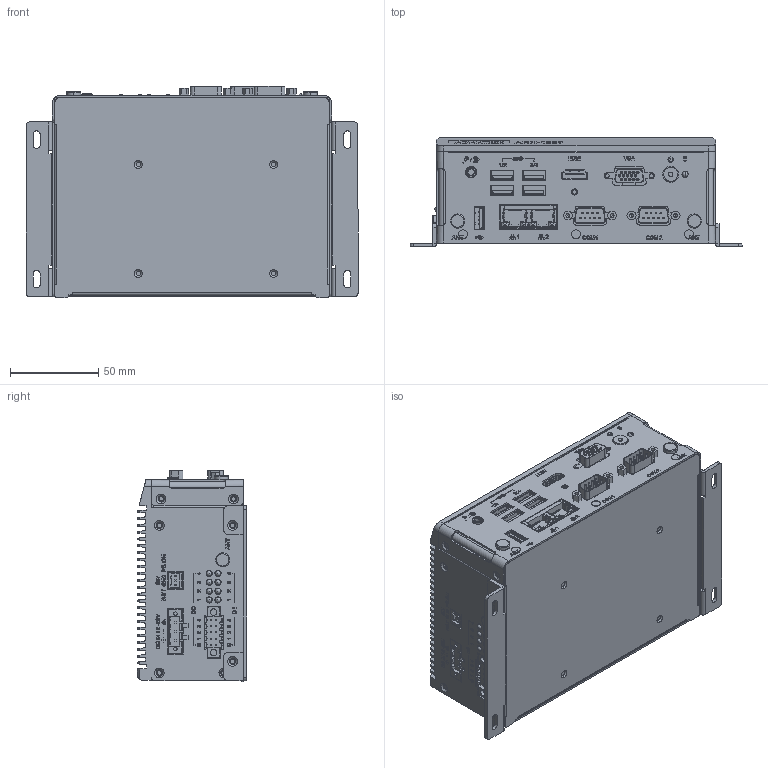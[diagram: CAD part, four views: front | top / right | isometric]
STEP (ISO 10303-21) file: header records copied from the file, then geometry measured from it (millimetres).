
FILE_DESCRIPTION (( 'STEP AP214' ), '1' );
FILE_NAME ('ARK-1220F_STEP.STEP', '2021-03-02T08:57:36', ( '' ), ( '' ), 'SwSTEP 2.0', 'SolidWorks 2020', '' );
FILE_SCHEMA (( 'AUTOMOTIVE_DESIGN' ));
Length unit declared in the file: millimetre
Products named in the file (1): ARK-1220F_STEP
Bounding box: 188 x 62 x 119.5 mm (x, y, z)
Volume: 1005673.6 mm3; surface area: 209273.4 mm2
Topology: 11 solids, 13 shells, 6334 faces, 17560 edges, 11536 vertices
Faces by surface type: plane 3751, bspline 1204, cylinder 1171, cone 104, torus 94, sphere 10
Entity records: 282316 total; most frequent: CARTESIAN_POINT 57264, ORIENTED_EDGE 35048, DIRECTION 27465, EDGE_CURVE 17524, VECTOR 12189, LINE 12189, VERTEX_POINT 11518, AXIS2_PLACEMENT_3D 7638
